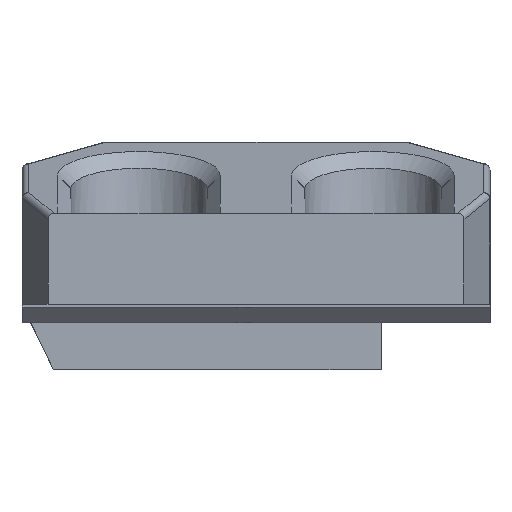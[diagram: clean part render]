
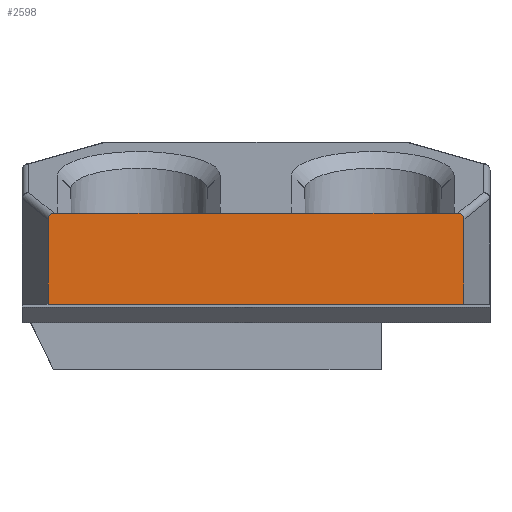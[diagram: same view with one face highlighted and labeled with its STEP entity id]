
A CAD part, top view. The second image highlights one B-rep face of the part: STEP entity #2598.
In plain terms, the highlighted planar face has unit normal (0, 0, 1).
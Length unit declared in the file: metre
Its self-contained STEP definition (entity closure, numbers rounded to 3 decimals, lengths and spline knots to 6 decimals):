
#144=LINE('',#3805,#454);
#170=LINE('',#3866,#480);
#171=LINE('',#3868,#481);
#172=LINE('',#3870,#482);
#173=LINE('',#3872,#483);
#174=LINE('',#3874,#484);
#175=LINE('',#3878,#485);
#176=LINE('',#3879,#486);
#454=VECTOR('',#3040,1.);
#480=VECTOR('',#3086,1.);
#481=VECTOR('',#3087,1.);
#482=VECTOR('',#3088,1.);
#483=VECTOR('',#3089,1.);
#484=VECTOR('',#3090,1.);
#485=VECTOR('',#3093,1.);
#486=VECTOR('',#3094,1.);
#809=ORIENTED_EDGE('',*,*,#1557,.F.);
#810=ORIENTED_EDGE('',*,*,#1558,.F.);
#811=ORIENTED_EDGE('',*,*,#1559,.F.);
#812=ORIENTED_EDGE('',*,*,#1560,.F.);
#813=ORIENTED_EDGE('',*,*,#1561,.F.);
#814=ORIENTED_EDGE('',*,*,#1562,.F.);
#815=ORIENTED_EDGE('',*,*,#1563,.F.);
#816=ORIENTED_EDGE('',*,*,#1564,.T.);
#817=ORIENTED_EDGE('',*,*,#1528,.T.);
#818=ORIENTED_EDGE('',*,*,#1565,.T.);
#1528=EDGE_CURVE('',#1904,#1903,#144,.T.);
#1557=EDGE_CURVE('',#1927,#1928,#2119,.T.);
#1558=EDGE_CURVE('',#1929,#1927,#170,.T.);
#1559=EDGE_CURVE('',#1930,#1929,#171,.T.);
#1560=EDGE_CURVE('',#1931,#1930,#172,.T.);
#1561=EDGE_CURVE('',#1932,#1931,#173,.T.);
#1562=EDGE_CURVE('',#1933,#1932,#174,.T.);
#1563=EDGE_CURVE('',#1934,#1933,#2120,.T.);
#1564=EDGE_CURVE('',#1934,#1904,#175,.T.);
#1565=EDGE_CURVE('',#1903,#1928,#176,.T.);
#1903=VERTEX_POINT('',#3804);
#1904=VERTEX_POINT('',#3806);
#1927=VERTEX_POINT('',#3864);
#1928=VERTEX_POINT('',#3865);
#1929=VERTEX_POINT('',#3867);
#1930=VERTEX_POINT('',#3869);
#1931=VERTEX_POINT('',#3871);
#1932=VERTEX_POINT('',#3873);
#1933=VERTEX_POINT('',#3875);
#1934=VERTEX_POINT('',#3877);
#2119=ELLIPSE('',#2786,0.000552,0.0005);
#2120=ELLIPSE('',#2787,0.000552,0.0005);
#2148=EDGE_LOOP('',(#809,#810,#811,#812,#813,#814,#815,#816,#817,#818));
#2316=FACE_BOUND('',#2148,.T.);
#2480=PLANE('',#2785);
#2598=ADVANCED_FACE('',(#2316),#2480,.T.);
#2785=AXIS2_PLACEMENT_3D('',#3862,#3082,#3083);
#2786=AXIS2_PLACEMENT_3D('',#3863,#3084,#3085);
#2787=AXIS2_PLACEMENT_3D('',#3876,#3091,#3092);
#3040=DIRECTION('',(1.,0.,0.));
#3082=DIRECTION('',(0.,0.,1.));
#3083=DIRECTION('',(-1.,0.,0.));
#3084=DIRECTION('',(0.,0.,-1.));
#3085=DIRECTION('',(0.778,0.629,0.));
#3086=DIRECTION('',(1.,0.,0.));
#3087=DIRECTION('',(1.,0.,0.));
#3088=DIRECTION('',(1.,0.,0.));
#3089=DIRECTION('',(1.,0.,0.));
#3090=DIRECTION('',(1.,0.,0.));
#3091=DIRECTION('',(0.,0.,-1.));
#3092=DIRECTION('',(-0.778,0.629,0.));
#3093=DIRECTION('',(0.,-1.,0.));
#3094=DIRECTION('',(0.,1.,0.));
#3804=CARTESIAN_POINT('',(0.154898,0.028,0.4694));
#3805=CARTESIAN_POINT('',(0.1209,0.028,0.4694));
#3806=CARTESIAN_POINT('',(0.122902,0.028,0.4694));
#3862=CARTESIAN_POINT('',(0.1389,0.034,0.4694));
#3863=CARTESIAN_POINT('',(0.154366,0.034479,0.4694));
#3864=CARTESIAN_POINT('',(0.154417,0.035,0.4694));
#3865=CARTESIAN_POINT('',(0.154898,0.034529,0.4694));
#3866=CARTESIAN_POINT('',(0.136736,0.035,0.4694));
#3867=CARTESIAN_POINT('',(0.15415,0.035,0.4694));
#3868=CARTESIAN_POINT('',(0.136736,0.035,0.4694));
#3869=CARTESIAN_POINT('',(0.14165,0.035,0.4694));
#3870=CARTESIAN_POINT('',(0.136736,0.035,0.4694));
#3871=CARTESIAN_POINT('',(0.13615,0.035,0.4694));
#3872=CARTESIAN_POINT('',(0.134572,0.035,0.4694));
#3873=CARTESIAN_POINT('',(0.12365,0.035,0.4694));
#3874=CARTESIAN_POINT('',(0.134572,0.035,0.4694));
#3875=CARTESIAN_POINT('',(0.123383,0.035,0.4694));
#3876=CARTESIAN_POINT('',(0.123434,0.034479,0.4694));
#3877=CARTESIAN_POINT('',(0.122902,0.034529,0.4694));
#3878=CARTESIAN_POINT('',(0.122902,0.0303,0.4694));
#3879=CARTESIAN_POINT('',(0.154898,0.0303,0.4694));
